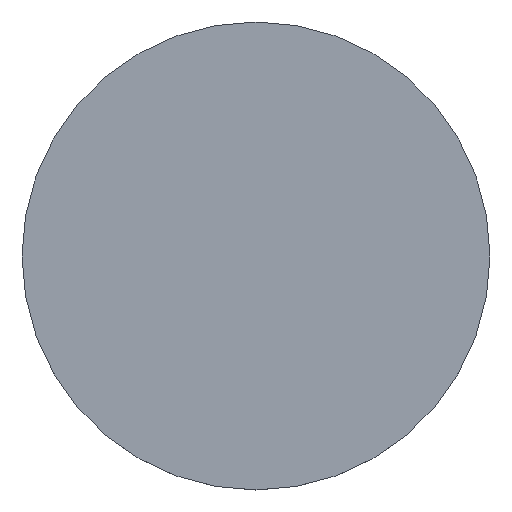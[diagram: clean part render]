
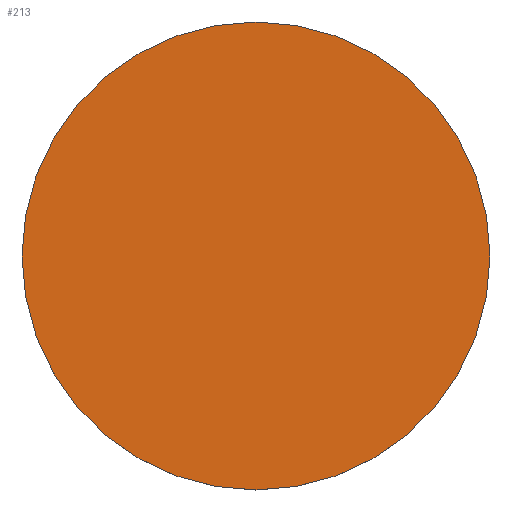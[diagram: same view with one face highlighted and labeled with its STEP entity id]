
A CAD part, top view. The second image highlights one B-rep face of the part: STEP entity #213.
In plain terms, the highlighted planar face has unit normal (0, 0, 1).
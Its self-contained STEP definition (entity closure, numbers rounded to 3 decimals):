
#23 = DIRECTION ( 'NONE',  ( 0., 0., 1. ) ) ;
#46 = PLANE ( 'NONE',  #430 ) ;
#59 = VERTEX_POINT ( 'NONE', #434 ) ;
#68 = CARTESIAN_POINT ( 'NONE',  ( 0., 0., 4. ) ) ;
#127 = FACE_OUTER_BOUND ( 'NONE', #511, .T. ) ;
#129 = CARTESIAN_POINT ( 'NONE',  ( 0., 0., 4. ) ) ;
#140 = DIRECTION ( 'NONE',  ( 0., 0., 1. ) ) ;
#144 = CARTESIAN_POINT ( 'NONE',  ( 0., 0., 4. ) ) ;
#148 = CIRCLE ( 'NONE', #228, 60. ) ;
#162 = EDGE_CURVE ( 'NONE', #355, #59, #148, .T. ) ;
#213 = ADVANCED_FACE ( 'NONE', ( #127 ), #46, .T. ) ;
#228 = AXIS2_PLACEMENT_3D ( 'NONE', #129, #377, #379 ) ;
#231 = DIRECTION ( 'NONE',  ( 1., 0., 0. ) ) ;
#256 = EDGE_CURVE ( 'NONE', #59, #355, #485, .T. ) ;
#355 = VERTEX_POINT ( 'NONE', #477 ) ;
#357 = ORIENTED_EDGE ( 'NONE', *, *, #162, .T. ) ;
#377 = DIRECTION ( 'NONE',  ( 0., 0., 1. ) ) ;
#379 = DIRECTION ( 'NONE',  ( 1., 0., 0. ) ) ;
#430 = AXIS2_PLACEMENT_3D ( 'NONE', #144, #23, #465 ) ;
#434 = CARTESIAN_POINT ( 'NONE',  ( 60., 0., 4. ) ) ;
#459 = AXIS2_PLACEMENT_3D ( 'NONE', #68, #140, #231 ) ;
#465 = DIRECTION ( 'NONE',  ( 1., 0., 0. ) ) ;
#477 = CARTESIAN_POINT ( 'NONE',  ( -60., 0., 4. ) ) ;
#485 = CIRCLE ( 'NONE', #459, 60. ) ;
#507 = ORIENTED_EDGE ( 'NONE', *, *, #256, .T. ) ;
#511 = EDGE_LOOP ( 'NONE', ( #357, #507 ) ) ;
